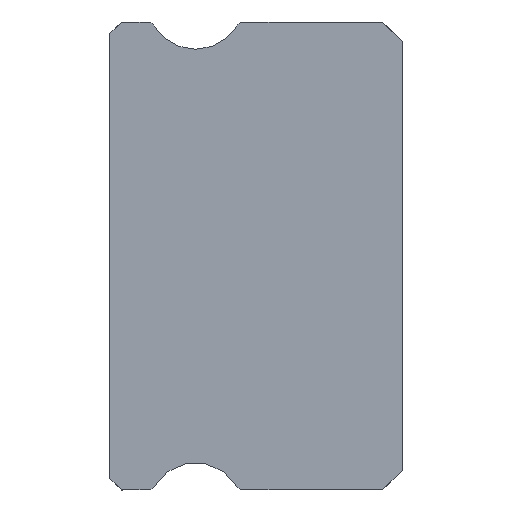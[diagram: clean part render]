
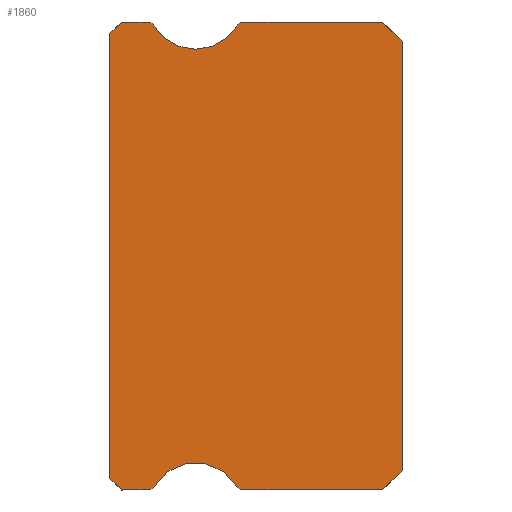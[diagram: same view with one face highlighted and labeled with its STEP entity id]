
A CAD part, left-side view. The second image highlights one B-rep face of the part: STEP entity #1860.
In plain terms, the highlighted planar face has unit normal (-1, 0, 0).
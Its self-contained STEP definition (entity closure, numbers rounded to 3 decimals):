
#52 = DIRECTION ( 'NONE',  ( 0., 0.707, -0.707 ) ) ;
#162 = AXIS2_PLACEMENT_3D ( 'NONE', #1788, #7915, #8543 ) ;
#193 = ORIENTED_EDGE ( 'NONE', *, *, #4131, .T. ) ;
#315 = DIRECTION ( 'NONE',  ( 0., 1., 0. ) ) ;
#582 = LINE ( 'NONE', #5814, #2427 ) ;
#653 = VERTEX_POINT ( 'NONE', #1641 ) ;
#658 = CARTESIAN_POINT ( 'NONE',  ( -15., 7.2, -6. ) ) ;
#785 = DIRECTION ( 'NONE',  ( 0., 0., -1. ) ) ;
#807 = LINE ( 'NONE', #3494, #9421 ) ;
#846 = DIRECTION ( 'NONE',  ( 1., 0., 0. ) ) ;
#859 = VECTOR ( 'NONE', #3740, 1000. ) ;
#963 = DIRECTION ( 'NONE',  ( 0., 0., -1. ) ) ;
#964 = ORIENTED_EDGE ( 'NONE', *, *, #1661, .T. ) ;
#1010 = CARTESIAN_POINT ( 'NONE',  ( -15., 6.512, -6. ) ) ;
#1259 = VERTEX_POINT ( 'NONE', #1787 ) ;
#1311 = AXIS2_PLACEMENT_3D ( 'NONE', #3248, #846, #9285 ) ;
#1328 = VECTOR ( 'NONE', #315, 1000. ) ;
#1403 = AXIS2_PLACEMENT_3D ( 'NONE', #4035, #10681, #7433 ) ;
#1495 = CARTESIAN_POINT ( 'NONE',  ( -15., 4.217, 5.925 ) ) ;
#1510 = AXIS2_PLACEMENT_3D ( 'NONE', #2841, #9645, #2005 ) ;
#1581 = ORIENTED_EDGE ( 'NONE', *, *, #7386, .F. ) ;
#1641 = CARTESIAN_POINT ( 'NONE',  ( -15., 0.5, -6. ) ) ;
#1661 = EDGE_CURVE ( 'NONE', #1915, #1702, #8636, .T. ) ;
#1702 = VERTEX_POINT ( 'NONE', #8941 ) ;
#1757 = VECTOR ( 'NONE', #8208, 1000. ) ;
#1787 = CARTESIAN_POINT ( 'NONE',  ( -15., 6.512, -6. ) ) ;
#1788 = CARTESIAN_POINT ( 'NONE',  ( -15., 5.3, 6.55 ) ) ;
#1807 = CARTESIAN_POINT ( 'NONE',  ( -15., 5.3, -6.55 ) ) ;
#1814 = CARTESIAN_POINT ( 'NONE',  ( -15., 0., -5.5 ) ) ;
#1855 = VERTEX_POINT ( 'NONE', #7601 ) ;
#1860 = ADVANCED_FACE ( 'NONE', ( #5912 ), #5858, .F. ) ;
#1866 = DIRECTION ( 'NONE',  ( 0., 0., -1. ) ) ;
#1874 = CIRCLE ( 'NONE', #6308, 0.15 ) ;
#1905 = ORIENTED_EDGE ( 'NONE', *, *, #6610, .F. ) ;
#1915 = VERTEX_POINT ( 'NONE', #9214 ) ;
#2005 = DIRECTION ( 'NONE',  ( 0., 0., -1. ) ) ;
#2095 = VERTEX_POINT ( 'NONE', #3541 ) ;
#2148 = VECTOR ( 'NONE', #9092, 1000. ) ;
#2179 = LINE ( 'NONE', #658, #2148 ) ;
#2418 = CIRCLE ( 'NONE', #1510, 0.15 ) ;
#2427 = VECTOR ( 'NONE', #2558, 1000. ) ;
#2440 = DIRECTION ( 'NONE',  ( 0., -1., 0. ) ) ;
#2449 = CARTESIAN_POINT ( 'NONE',  ( -15., 6.383, 5.925 ) ) ;
#2453 = EDGE_CURVE ( 'NONE', #5238, #9126, #2418, .T. ) ;
#2490 = EDGE_CURVE ( 'NONE', #653, #8206, #10400, .T. ) ;
#2506 = DIRECTION ( 'NONE',  ( 0., 0., 1. ) ) ;
#2558 = DIRECTION ( 'NONE',  ( 0., -0.707, -0.707 ) ) ;
#2687 = CARTESIAN_POINT ( 'NONE',  ( -15., 6.512, -5.85 ) ) ;
#2699 = EDGE_CURVE ( 'NONE', #2095, #1702, #582, .T. ) ;
#2792 = VECTOR ( 'NONE', #2506, 1000. ) ;
#2841 = CARTESIAN_POINT ( 'NONE',  ( -15., 6.512, 5.85 ) ) ;
#2849 = VECTOR ( 'NONE', #52, 1000. ) ;
#3153 = CARTESIAN_POINT ( 'NONE',  ( -15., 7.2, 6. ) ) ;
#3181 = CIRCLE ( 'NONE', #7459, 1.25 ) ;
#3198 = CIRCLE ( 'NONE', #6563, 0.15 ) ;
#3248 = CARTESIAN_POINT ( 'NONE',  ( -15., 4.088, -5.85 ) ) ;
#3331 = CARTESIAN_POINT ( 'NONE',  ( -15., 7.2, -6. ) ) ;
#3463 = CARTESIAN_POINT ( 'NONE',  ( -15., 6.383, -5.925 ) ) ;
#3484 = VECTOR ( 'NONE', #2440, 1000. ) ;
#3494 = CARTESIAN_POINT ( 'NONE',  ( -15., 6.512, -6. ) ) ;
#3541 = CARTESIAN_POINT ( 'NONE',  ( -15., 0.5, 6. ) ) ;
#3628 = EDGE_LOOP ( 'NONE', ( #9288, #1905, #4023, #193, #8331, #4249, #10436, #5211, #8571, #964, #8235, #6876, #5464, #6224, #1581, #10932, #10433 ) ) ;
#3705 = EDGE_CURVE ( 'NONE', #1855, #2095, #8461, .T. ) ;
#3740 = DIRECTION ( 'NONE',  ( 0., 0., 1. ) ) ;
#3872 = CARTESIAN_POINT ( 'NONE',  ( -15., 7.5, 5.7 ) ) ;
#3888 = EDGE_CURVE ( 'NONE', #8145, #1855, #1874, .T. ) ;
#4023 = ORIENTED_EDGE ( 'NONE', *, *, #9443, .T. ) ;
#4035 = CARTESIAN_POINT ( 'NONE',  ( -15., 5.3, 6.55 ) ) ;
#4131 = EDGE_CURVE ( 'NONE', #4785, #1259, #807, .T. ) ;
#4134 = CARTESIAN_POINT ( 'NONE',  ( -15., 7.2, 6. ) ) ;
#4249 = ORIENTED_EDGE ( 'NONE', *, *, #4513, .F. ) ;
#4483 = CARTESIAN_POINT ( 'NONE',  ( -15., 4.088, -6. ) ) ;
#4513 = EDGE_CURVE ( 'NONE', #8784, #6499, #3181, .T. ) ;
#4711 = LINE ( 'NONE', #4767, #1757 ) ;
#4767 = CARTESIAN_POINT ( 'NONE',  ( -15., 7.5, 5.7 ) ) ;
#4785 = VERTEX_POINT ( 'NONE', #3331 ) ;
#4863 = LINE ( 'NONE', #3153, #5473 ) ;
#4911 = VERTEX_POINT ( 'NONE', #8267 ) ;
#5029 = EDGE_CURVE ( 'NONE', #4911, #8145, #8196, .T. ) ;
#5117 = CARTESIAN_POINT ( 'NONE',  ( -15., 7.5, -5.7 ) ) ;
#5195 = DIRECTION ( 'NONE',  ( -1., 0., 0. ) ) ;
#5211 = ORIENTED_EDGE ( 'NONE', *, *, #2490, .F. ) ;
#5238 = VERTEX_POINT ( 'NONE', #5711 ) ;
#5249 = LINE ( 'NONE', #1814, #2849 ) ;
#5464 = ORIENTED_EDGE ( 'NONE', *, *, #3888, .F. ) ;
#5473 = VECTOR ( 'NONE', #6601, 1000. ) ;
#5502 = VERTEX_POINT ( 'NONE', #3872 ) ;
#5685 = DIRECTION ( 'NONE',  ( 1., 0., 0. ) ) ;
#5711 = CARTESIAN_POINT ( 'NONE',  ( -15., 6.512, 6. ) ) ;
#5814 = CARTESIAN_POINT ( 'NONE',  ( -15., 0.5, 6. ) ) ;
#5858 = PLANE ( 'NONE',  #10084 ) ;
#5912 = FACE_OUTER_BOUND ( 'NONE', #3628, .T. ) ;
#5929 = CARTESIAN_POINT ( 'NONE',  ( -15., 6.512, 6. ) ) ;
#6224 = ORIENTED_EDGE ( 'NONE', *, *, #5029, .F. ) ;
#6308 = AXIS2_PLACEMENT_3D ( 'NONE', #9514, #8685, #1866 ) ;
#6499 = VERTEX_POINT ( 'NONE', #3463 ) ;
#6563 = AXIS2_PLACEMENT_3D ( 'NONE', #2687, #11040, #6840 ) ;
#6601 = DIRECTION ( 'NONE',  ( 0., 1., 0. ) ) ;
#6610 = EDGE_CURVE ( 'NONE', #9993, #5502, #7980, .T. ) ;
#6762 = EDGE_CURVE ( 'NONE', #8102, #5502, #4711, .T. ) ;
#6822 = DIRECTION ( 'NONE',  ( 0., -1., 0. ) ) ;
#6840 = DIRECTION ( 'NONE',  ( 0., 0., -1. ) ) ;
#6876 = ORIENTED_EDGE ( 'NONE', *, *, #3705, .F. ) ;
#7078 = CARTESIAN_POINT ( 'NONE',  ( -15., 7.5, 5.85 ) ) ;
#7187 = CIRCLE ( 'NONE', #1311, 0.15 ) ;
#7386 = EDGE_CURVE ( 'NONE', #9126, #4911, #10328, .T. ) ;
#7433 = DIRECTION ( 'NONE',  ( 0., 0., -1. ) ) ;
#7459 = AXIS2_PLACEMENT_3D ( 'NONE', #1807, #5195, #963 ) ;
#7601 = CARTESIAN_POINT ( 'NONE',  ( -15., 4.088, 6. ) ) ;
#7915 = DIRECTION ( 'NONE',  ( -1., 0., 0. ) ) ;
#7980 = LINE ( 'NONE', #7078, #859 ) ;
#8102 = VERTEX_POINT ( 'NONE', #4134 ) ;
#8145 = VERTEX_POINT ( 'NONE', #1495 ) ;
#8196 = CIRCLE ( 'NONE', #162, 1.25 ) ;
#8206 = VERTEX_POINT ( 'NONE', #4483 ) ;
#8208 = DIRECTION ( 'NONE',  ( 0., 0.707, -0.707 ) ) ;
#8235 = ORIENTED_EDGE ( 'NONE', *, *, #2699, .F. ) ;
#8267 = CARTESIAN_POINT ( 'NONE',  ( -15., 5.3, 5.3 ) ) ;
#8331 = ORIENTED_EDGE ( 'NONE', *, *, #9624, .F. ) ;
#8461 = LINE ( 'NONE', #5929, #3484 ) ;
#8496 = EDGE_CURVE ( 'NONE', #1915, #653, #5249, .T. ) ;
#8543 = DIRECTION ( 'NONE',  ( 0., 0., -1. ) ) ;
#8571 = ORIENTED_EDGE ( 'NONE', *, *, #8496, .F. ) ;
#8636 = LINE ( 'NONE', #10140, #2792 ) ;
#8653 = CARTESIAN_POINT ( 'NONE',  ( -15., 4.217, -5.925 ) ) ;
#8685 = DIRECTION ( 'NONE',  ( 1., 0., 0. ) ) ;
#8784 = VERTEX_POINT ( 'NONE', #8653 ) ;
#8941 = CARTESIAN_POINT ( 'NONE',  ( -15., 0., 5.5 ) ) ;
#9092 = DIRECTION ( 'NONE',  ( 0., -0.707, -0.707 ) ) ;
#9126 = VERTEX_POINT ( 'NONE', #2449 ) ;
#9214 = CARTESIAN_POINT ( 'NONE',  ( -15., 0., -5.5 ) ) ;
#9285 = DIRECTION ( 'NONE',  ( 0., 0., -1. ) ) ;
#9288 = ORIENTED_EDGE ( 'NONE', *, *, #6762, .T. ) ;
#9421 = VECTOR ( 'NONE', #6822, 1000. ) ;
#9443 = EDGE_CURVE ( 'NONE', #9993, #4785, #2179, .T. ) ;
#9514 = CARTESIAN_POINT ( 'NONE',  ( -15., 4.088, 5.85 ) ) ;
#9624 = EDGE_CURVE ( 'NONE', #6499, #1259, #3198, .T. ) ;
#9645 = DIRECTION ( 'NONE',  ( 1., 0., 0. ) ) ;
#9993 = VERTEX_POINT ( 'NONE', #5117 ) ;
#10016 = EDGE_CURVE ( 'NONE', #5238, #8102, #4863, .T. ) ;
#10058 = CARTESIAN_POINT ( 'NONE',  ( -15., 6.512, 5.85 ) ) ;
#10084 = AXIS2_PLACEMENT_3D ( 'NONE', #10058, #5685, #785 ) ;
#10140 = CARTESIAN_POINT ( 'NONE',  ( -15., 0., 5.5 ) ) ;
#10328 = CIRCLE ( 'NONE', #1403, 1.25 ) ;
#10400 = LINE ( 'NONE', #1010, #1328 ) ;
#10433 = ORIENTED_EDGE ( 'NONE', *, *, #10016, .T. ) ;
#10436 = ORIENTED_EDGE ( 'NONE', *, *, #10476, .F. ) ;
#10476 = EDGE_CURVE ( 'NONE', #8206, #8784, #7187, .T. ) ;
#10681 = DIRECTION ( 'NONE',  ( -1., 0., 0. ) ) ;
#10932 = ORIENTED_EDGE ( 'NONE', *, *, #2453, .F. ) ;
#11040 = DIRECTION ( 'NONE',  ( 1., 0., 0. ) ) ;
